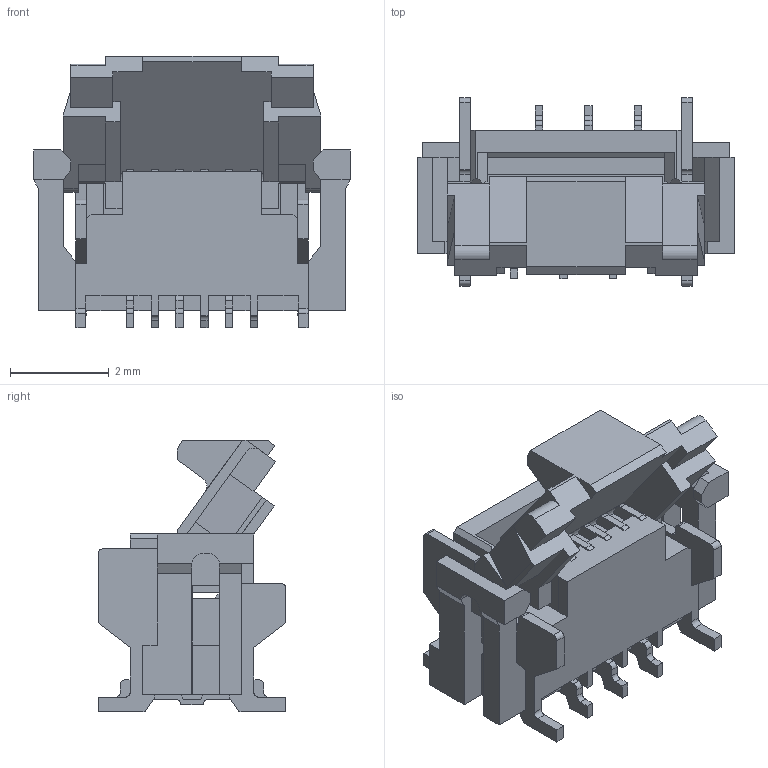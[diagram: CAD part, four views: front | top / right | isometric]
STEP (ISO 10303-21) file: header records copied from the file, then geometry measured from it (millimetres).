
FILE_DESCRIPTION(/* description */ (''),/* implementation_level */ '2;1');
FILE_NAME(/* name */ 'FH12-6S-0.5SV.step',/* time_stamp */ '2021-11-04T07:49:30-07:00',/* author */ (''),/* organization */ (''),/* preprocessor_version */ 'ST-DEVELOPER v18.1',/* originating_system */ 'Autodesk Translation Framework v10.10.0.1391',/* authorisation */ '');
FILE_SCHEMA (('AUTOMOTIVE_DESIGN { 1 0 10303 214 3 1 1 }'));
Length unit declared in the file: millimetre
Products named in the file (2): FH12-6S-0.5SV; FH12-6S-0.5SV.stp
Assembly tree (1 placements, depth 2):
  FH12-6S-0.5SV
    FH12-6S-0.5SV.stp
Bounding box: 6.4 x 3.8 x 5.5 mm (x, y, z)
Volume: 46.3 mm3; surface area: 190.4 mm2
Topology: 1 solids, 1 shells, 413 faces, 1221 edges, 802 vertices
Faces by surface type: plane 343, cylinder 70
Entity records: 14113 total; most frequent: ORIENTED_EDGE 2442, CARTESIAN_POINT 2439, DIRECTION 2215, EDGE_CURVE 1221, LINE 1059, VECTOR 1059, VERTEX_POINT 802, AXIS2_PLACEMENT_3D 578
